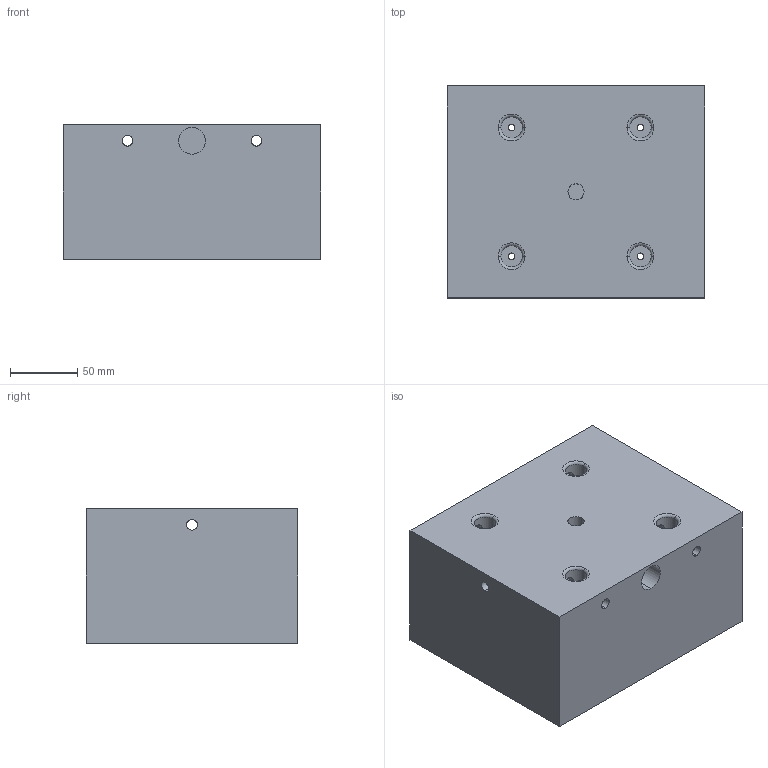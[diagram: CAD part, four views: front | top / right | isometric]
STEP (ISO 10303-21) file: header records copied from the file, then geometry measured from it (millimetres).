
FILE_DESCRIPTION (( 'STEP AP203' ), '1' );
FILE_NAME ('SF-M-96X96-8226.STEP', '2025-03-16T02:30:37', ( '微软用户' ), ( '微软中国' ), 'SwSTEP 2.0', 'SolidWorks 2016', '' );
FILE_SCHEMA (( 'CONFIG_CONTROL_DESIGN' ));
Length unit declared in the file: millimetre
Products named in the file (1): SF-M-96X96-8226
Bounding box: 192 x 158 x 100 mm (x, y, z)
Volume: 2958197.9 mm3; surface area: 155896 mm2
Topology: 1 solids, 1 shells, 92 faces, 210 edges, 124 vertices
Faces by surface type: cylinder 60, plane 16, torus 8, cone 8
Entity records: 3351 total; most frequent: CARTESIAN_POINT 1139, DIRECTION 468, ORIENTED_EDGE 420, EDGE_CURVE 210, AXIS2_PLACEMENT_3D 193, EDGE_LOOP 124, VERTEX_POINT 124, CIRCLE 100
